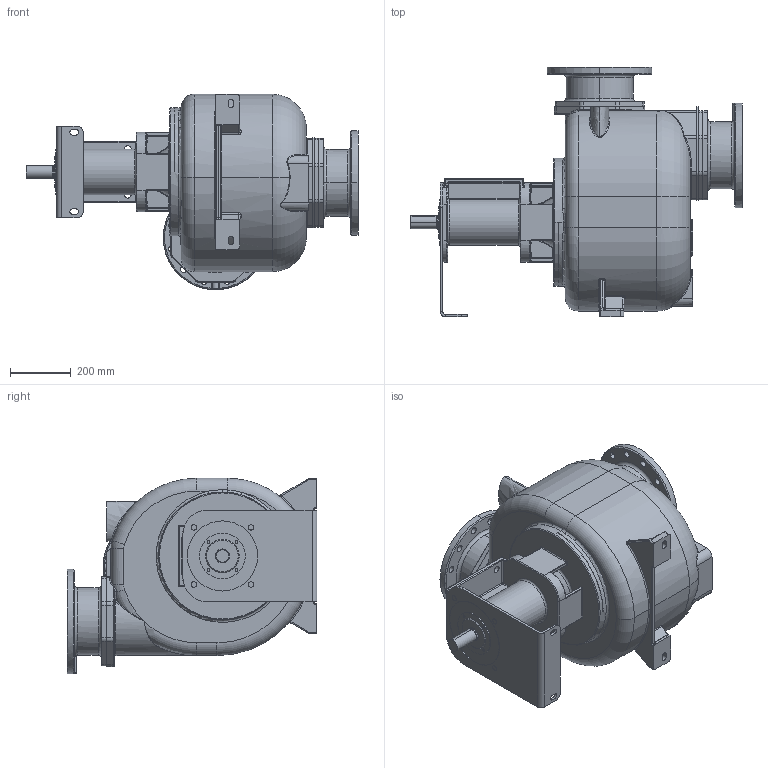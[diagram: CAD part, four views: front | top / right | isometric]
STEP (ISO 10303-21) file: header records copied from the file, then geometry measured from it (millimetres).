
FILE_DESCRIPTION((''),'2;1');
FILE_NAME('S230_B_F','2021-03-25T13:01:08',('Nicola'),(''),'CREO PARAMETRIC BY PTC INC, 2020342','CREO PARAMETRIC BY PTC INC, 2020342','');
FILE_SCHEMA(('CONFIG_CONTROL_DESIGN'));
Products named in the file (1): S230_B_F
Bounding box: 1089.5 x 820 x 641.5 mm (x, y, z)
Volume: 153171236.2 mm3; surface area: 3206908 mm2
Topology: 3 solids, 3 shells, 1047 faces, 2562 edges, 1534 vertices
Faces by surface type: cylinder 459, plane 203, bspline 189, torus 162, sphere 18, cone 14, extrusion 2
Entity records: 53828 total; most frequent: CARTESIAN_POINT 29801, ORIENTED_EDGE 5108, DIRECTION 5009, EDGE_CURVE 2554, AXIS2_PLACEMENT_3D 2050, VERTEX_POINT 1534, CIRCLE 1192, EDGE_LOOP 1176
